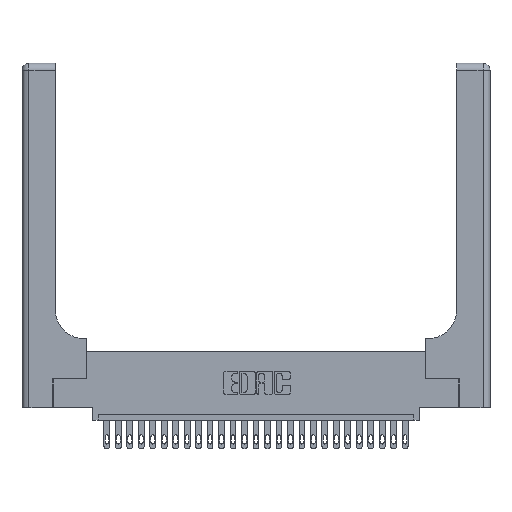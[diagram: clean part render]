
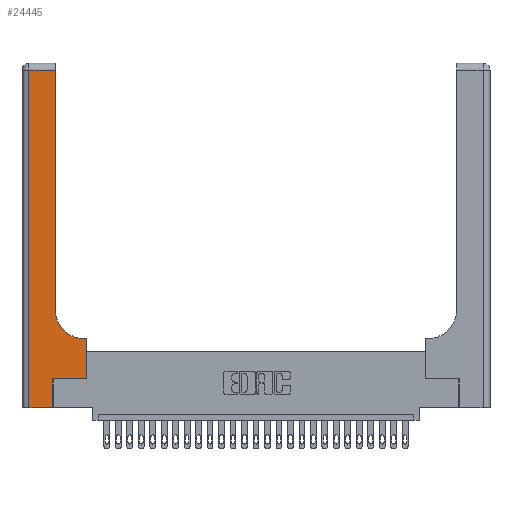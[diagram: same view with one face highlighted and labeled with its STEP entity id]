
A CAD part, top view. The second image highlights one B-rep face of the part: STEP entity #24445.
In plain terms, the highlighted planar face has unit normal (0, 0, 1).
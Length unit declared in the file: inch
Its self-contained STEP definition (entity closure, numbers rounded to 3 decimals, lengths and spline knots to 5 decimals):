
#446 = EDGE_CURVE ( 'NONE', #13083, #14360, #19230, .T. ) ;
#523 = ORIENTED_EDGE ( 'NONE', *, *, #13634, .T. ) ;
#566 = CARTESIAN_POINT ( 'NONE',  ( 0.2915, 2.94, 0.37 ) ) ;
#568 = VECTOR ( 'NONE', #15896, 39.37008 ) ;
#598 = DIRECTION ( 'NONE',  ( 0., -1., 0. ) ) ;
#694 = DIRECTION ( 'NONE',  ( 1., 0., 0. ) ) ;
#822 = DIRECTION ( 'NONE',  ( 0., 1., 0. ) ) ;
#1091 = CARTESIAN_POINT ( 'NONE',  ( 0.2915, 3., 0.37 ) ) ;
#1416 = CARTESIAN_POINT ( 'NONE',  ( 0.2915, 0.6, 0.37 ) ) ;
#1733 = EDGE_CURVE ( 'NONE', #14360, #8616, #8577, .T. ) ;
#2297 = VERTEX_POINT ( 'NONE', #566 ) ;
#2474 = CARTESIAN_POINT ( 'NONE',  ( 0.2915, 0.85, 0.37 ) ) ;
#2483 = EDGE_CURVE ( 'NONE', #21632, #6977, #5878, .T. ) ;
#2827 = CARTESIAN_POINT ( 'NONE',  ( 0., 3., 0.37 ) ) ;
#4213 = ORIENTED_EDGE ( 'NONE', *, *, #2483, .T. ) ;
#4727 = CARTESIAN_POINT ( 'NONE',  ( 0.06, 3., 0.37 ) ) ;
#4823 = ORIENTED_EDGE ( 'NONE', *, *, #19959, .T. ) ;
#5380 = CARTESIAN_POINT ( 'NONE',  ( 0., 2.94, 0.37 ) ) ;
#5878 = LINE ( 'NONE', #1416, #18120 ) ;
#5988 = CARTESIAN_POINT ( 'NONE',  ( 0.06, 2.94, 0.37 ) ) ;
#6074 = FACE_OUTER_BOUND ( 'NONE', #7696, .T. ) ;
#6498 = VECTOR ( 'NONE', #19760, 39.37008 ) ;
#6977 = VERTEX_POINT ( 'NONE', #26012 ) ;
#7067 = DIRECTION ( 'NONE',  ( 0., 0., -1. ) ) ;
#7696 = EDGE_LOOP ( 'NONE', ( #523, #4823, #17676, #9720, #12587, #7973, #22986, #4213, #16939 ) ) ;
#7973 = ORIENTED_EDGE ( 'NONE', *, *, #1733, .T. ) ;
#8577 = LINE ( 'NONE', #24141, #568 ) ;
#8616 = VERTEX_POINT ( 'NONE', #21853 ) ;
#8882 = CARTESIAN_POINT ( 'NONE',  ( 0.5585, 0.25, 0.37 ) ) ;
#9720 = ORIENTED_EDGE ( 'NONE', *, *, #23334, .T. ) ;
#11366 = AXIS2_PLACEMENT_3D ( 'NONE', #2827, #23706, #13144 ) ;
#12121 = LINE ( 'NONE', #19850, #6498 ) ;
#12587 = ORIENTED_EDGE ( 'NONE', *, *, #446, .T. ) ;
#12836 = VECTOR ( 'NONE', #23699, 39.37008 ) ;
#12865 = VERTEX_POINT ( 'NONE', #2474 ) ;
#13083 = VERTEX_POINT ( 'NONE', #21748 ) ;
#13144 = DIRECTION ( 'NONE',  ( -1., 0., 0. ) ) ;
#13422 = PLANE ( 'NONE',  #11366 ) ;
#13436 = CARTESIAN_POINT ( 'NONE',  ( 0.5585, 0.6, 0.37 ) ) ;
#13634 = EDGE_CURVE ( 'NONE', #12865, #2297, #26715, .T. ) ;
#14210 = LINE ( 'NONE', #4727, #22823 ) ;
#14360 = VERTEX_POINT ( 'NONE', #24534 ) ;
#15896 = DIRECTION ( 'NONE',  ( 1., 0., 0. ) ) ;
#16939 = ORIENTED_EDGE ( 'NONE', *, *, #21569, .T. ) ;
#17676 = ORIENTED_EDGE ( 'NONE', *, *, #21532, .T. ) ;
#18026 = VECTOR ( 'NONE', #822, 39.37008 ) ;
#18120 = VECTOR ( 'NONE', #22750, 39.37008 ) ;
#19230 = LINE ( 'NONE', #21130, #23899 ) ;
#19438 = CARTESIAN_POINT ( 'NONE',  ( 0.5415, 0.85, 0.37 ) ) ;
#19760 = DIRECTION ( 'NONE',  ( 1., 0., 0. ) ) ;
#19850 = CARTESIAN_POINT ( 'NONE',  ( 0., 0., 0.37 ) ) ;
#19959 = EDGE_CURVE ( 'NONE', #2297, #22964, #27262, .T. ) ;
#20802 = CIRCLE ( 'NONE', #25035, 0.25 ) ;
#21130 = CARTESIAN_POINT ( 'NONE',  ( 0.269, 0., 0.37 ) ) ;
#21532 = EDGE_CURVE ( 'NONE', #22964, #26914, #14210, .T. ) ;
#21569 = EDGE_CURVE ( 'NONE', #6977, #12865, #20802, .T. ) ;
#21632 = VERTEX_POINT ( 'NONE', #13436 ) ;
#21748 = CARTESIAN_POINT ( 'NONE',  ( 0.269, 0., 0.37 ) ) ;
#21853 = CARTESIAN_POINT ( 'NONE',  ( 0.5585, 0.25, 0.37 ) ) ;
#22489 = EDGE_CURVE ( 'NONE', #8616, #21632, #24081, .T. ) ;
#22503 = DIRECTION ( 'NONE',  ( -1., 0., 0. ) ) ;
#22750 = DIRECTION ( 'NONE',  ( -1., 0., 0. ) ) ;
#22823 = VECTOR ( 'NONE', #598, 39.37008 ) ;
#22964 = VERTEX_POINT ( 'NONE', #5988 ) ;
#22986 = ORIENTED_EDGE ( 'NONE', *, *, #22489, .T. ) ;
#23334 = EDGE_CURVE ( 'NONE', #26914, #13083, #12121, .T. ) ;
#23699 = DIRECTION ( 'NONE',  ( 0., 1., 0. ) ) ;
#23706 = DIRECTION ( 'NONE',  ( 0., 0., -1. ) ) ;
#23899 = VECTOR ( 'NONE', #25510, 39.37008 ) ;
#24081 = LINE ( 'NONE', #8882, #12836 ) ;
#24141 = CARTESIAN_POINT ( 'NONE',  ( 0.269, 0.25, 0.37 ) ) ;
#24445 = ADVANCED_FACE ( 'NONE', ( #6074 ), #13422, .F. ) ;
#24534 = CARTESIAN_POINT ( 'NONE',  ( 0.269, 0.25, 0.37 ) ) ;
#25035 = AXIS2_PLACEMENT_3D ( 'NONE', #19438, #7067, #694 ) ;
#25510 = DIRECTION ( 'NONE',  ( 0., 1., 0. ) ) ;
#25886 = VECTOR ( 'NONE', #22503, 39.37008 ) ;
#26012 = CARTESIAN_POINT ( 'NONE',  ( 0.5415, 0.6, 0.37 ) ) ;
#26060 = CARTESIAN_POINT ( 'NONE',  ( 0.06, 0., 0.37 ) ) ;
#26715 = LINE ( 'NONE', #1091, #18026 ) ;
#26914 = VERTEX_POINT ( 'NONE', #26060 ) ;
#27262 = LINE ( 'NONE', #5380, #25886 ) ;
